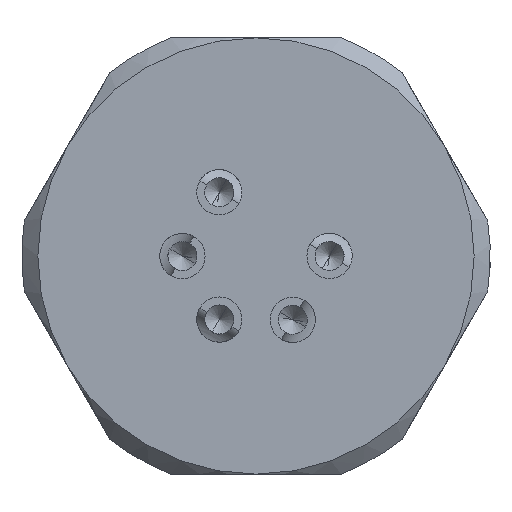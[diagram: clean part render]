
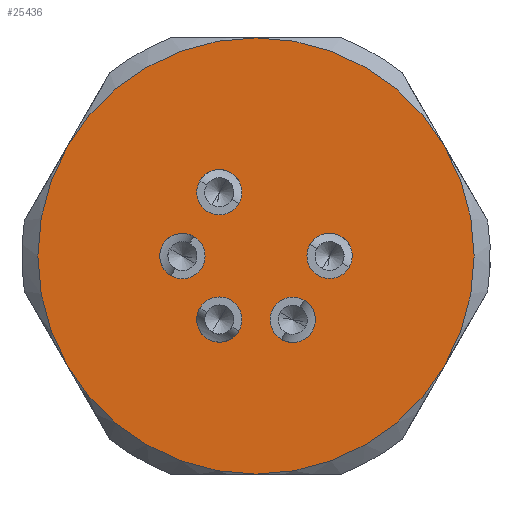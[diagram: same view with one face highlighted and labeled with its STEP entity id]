
A CAD part, left-side view. The second image highlights one B-rep face of the part: STEP entity #25436.
In plain terms, the highlighted planar face has unit normal (-1, 0, 0).
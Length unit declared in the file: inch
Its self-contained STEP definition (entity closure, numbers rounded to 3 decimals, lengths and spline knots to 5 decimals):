
#7373=CARTESIAN_POINT('',(0.,0.,0.));
#7374=DIRECTION('',(-1.,0.,0.));
#7375=DIRECTION('',(0.,0.866,0.5));
#7376=AXIS2_PLACEMENT_3D('',#7373,#7374,#7375);
#7401=CARTESIAN_POINT('',(0.,0.46029,0.26575));
#7403=CARTESIAN_POINT('',(0.,0.08937,
-0.15479));
#7404=DIRECTION('',(-1.,0.,0.));
#7405=DIRECTION('',(0.,-0.5,0.866));
#7406=AXIS2_PLACEMENT_3D('',#7403,#7404,#7405);
#7408=CARTESIAN_POINT('',(0.,0.08937,
-0.15479));
#7409=DIRECTION('',(-1.,0.,0.));
#7410=DIRECTION('',(0.,0.5,-0.866));
#7411=AXIS2_PLACEMENT_3D('',#7408,#7409,#7410);
#7413=CARTESIAN_POINT('',(0.,-0.17922,
0.00018));
#7414=DIRECTION('',(-1.,0.,0.));
#7415=DIRECTION('',(0.,0.5,-0.866));
#7416=AXIS2_PLACEMENT_3D('',#7413,#7414,#7415);
#7418=CARTESIAN_POINT('',(0.,-0.17922,
0.00018));
#7419=DIRECTION('',(-1.,0.,0.));
#7420=DIRECTION('',(0.,-0.5,0.866));
#7421=AXIS2_PLACEMENT_3D('',#7418,#7419,#7420);
#7423=CARTESIAN_POINT('',(0.,0.08945,
0.1553));
#7424=DIRECTION('',(-1.,0.,0.));
#7425=DIRECTION('',(0.,0.5,-0.866));
#7426=AXIS2_PLACEMENT_3D('',#7423,#7424,#7425);
#7428=CARTESIAN_POINT('',(0.,0.08945,
0.1553));
#7429=DIRECTION('',(-1.,0.,0.));
#7430=DIRECTION('',(0.,-0.5,0.866));
#7431=AXIS2_PLACEMENT_3D('',#7428,#7429,#7430);
#7433=CARTESIAN_POINT('',(0.,-0.08945,
-0.1553));
#7434=DIRECTION('',(-1.,0.,0.));
#7435=DIRECTION('',(0.,0.866,0.5));
#7436=AXIS2_PLACEMENT_3D('',#7433,#7434,#7435);
#7438=CARTESIAN_POINT('',(0.,-0.08945,
-0.1553));
#7439=DIRECTION('',(-1.,0.,0.));
#7440=DIRECTION('',(0.,-0.866,-0.5));
#7441=AXIS2_PLACEMENT_3D('',#7438,#7439,#7440);
#7443=CARTESIAN_POINT('',(0.,0.17922,
-0.00018));
#7444=DIRECTION('',(-1.,0.,0.));
#7445=DIRECTION('',(0.,-0.866,-0.5));
#7446=AXIS2_PLACEMENT_3D('',#7443,#7444,#7445);
#7448=CARTESIAN_POINT('',(0.,0.17922,
-0.00018));
#7449=DIRECTION('',(-1.,0.,0.));
#7450=DIRECTION('',(0.,0.866,0.5));
#7451=AXIS2_PLACEMENT_3D('',#7448,#7449,#7450);
#7453=CARTESIAN_POINT('',(0.,0.,0.));
#7454=DIRECTION('',(-1.,0.,0.));
#7455=DIRECTION('',(0.,0.,1.));
#7456=AXIS2_PLACEMENT_3D('',#7453,#7454,#7455);
#7458=CARTESIAN_POINT('',(0.,0.,0.));
#7459=DIRECTION('',(-1.,0.,0.));
#7460=DIRECTION('',(0.,-0.866,0.5));
#7461=AXIS2_PLACEMENT_3D('',#7458,#7459,#7460);
#7463=CARTESIAN_POINT('',(0.,0.,0.));
#7464=DIRECTION('',(-1.,0.,0.));
#7465=DIRECTION('',(0.,0.,-1.));
#7466=AXIS2_PLACEMENT_3D('',#7463,#7464,#7465);
#7468=CARTESIAN_POINT('',(0.,0.,0.));
#7469=DIRECTION('',(-1.,0.,0.));
#7470=DIRECTION('',(0.,0.866,-0.5));
#7471=AXIS2_PLACEMENT_3D('',#7468,#7469,#7470);
#8261=CARTESIAN_POINT('',(0.,0.,0.5315));
#8790=CARTESIAN_POINT('',(0.,0.46029,-0.26575));
#8820=CARTESIAN_POINT('',(0.,0.,-0.5315));
#9842=CARTESIAN_POINT('',(0.,-0.46029,-0.26575));
#9844=CARTESIAN_POINT('',(0.,0.,0.));
#9845=DIRECTION('',(-1.,0.,0.));
#9846=DIRECTION('',(0.,-0.866,-0.5));
#9847=AXIS2_PLACEMENT_3D('',#9844,#9845,#9846);
#9877=CARTESIAN_POINT('',(0.,-0.46029,0.26575));
#14519=VERTEX_POINT('',#7401);
#14520=VERTEX_POINT('',#8261);
#14521=VERTEX_POINT('',#9877);
#14522=VERTEX_POINT('',#8790);
#14523=VERTEX_POINT('',#9842);
#14524=VERTEX_POINT('',#8820);
#15600=CARTESIAN_POINT('',(0.,-0.20678,
0.04791));
#15601=CARTESIAN_POINT('',(0.,-0.15166,
-0.04756));
#15602=VERTEX_POINT('',#15600);
#15603=VERTEX_POINT('',#15601);
#15607=CARTESIAN_POINT('',(0.,0.13148,
-0.02774));
#15608=CARTESIAN_POINT('',(0.,0.22695,
0.02738));
#15609=VERTEX_POINT('',#15607);
#15610=VERTEX_POINT('',#15608);
#15611=CARTESIAN_POINT('',(0.,-0.04172,
-0.12774));
#15612=CARTESIAN_POINT('',(0.,-0.13719,
-0.18286));
#15613=VERTEX_POINT('',#15611);
#15614=VERTEX_POINT('',#15612);
#15615=CARTESIAN_POINT('',(0.,0.11701,
0.10756));
#15616=CARTESIAN_POINT('',(0.,0.0619,
0.20303));
#15617=VERTEX_POINT('',#15615);
#15618=VERTEX_POINT('',#15616);
#15619=CARTESIAN_POINT('',(0.,0.06181,
-0.10706));
#15620=CARTESIAN_POINT('',(0.,0.11693,
-0.20253));
#15621=VERTEX_POINT('',#15619);
#15622=VERTEX_POINT('',#15620);
#25388=CARTESIAN_POINT('',(0.,0.,0.));
#25389=DIRECTION('',(1.,0.,0.));
#25390=DIRECTION('',(0.,-1.,0.));
#25391=AXIS2_PLACEMENT_3D('',#25388,#25389,#25390);
#25392=PLANE('',#25391);
#25393=ORIENTED_EDGE('',*,*,#25379,.F.);
#25395=ORIENTED_EDGE('',*,*,#25394,.F.);
#25397=ORIENTED_EDGE('',*,*,#25396,.F.);
#25399=ORIENTED_EDGE('',*,*,#25398,.F.);
#25401=ORIENTED_EDGE('',*,*,#25400,.F.);
#25403=ORIENTED_EDGE('',*,*,#25402,.F.);
#25404=EDGE_LOOP('',(#25393,#25395,#25397,#25399,#25401,#25403));
#25405=FACE_OUTER_BOUND('',#25404,.F.);
#25407=ORIENTED_EDGE('',*,*,#25406,.T.);
#25409=ORIENTED_EDGE('',*,*,#25408,.T.);
#25410=EDGE_LOOP('',(#25407,#25409));
#25411=FACE_BOUND('',#25410,.F.);
#25413=ORIENTED_EDGE('',*,*,#25412,.T.);
#25415=ORIENTED_EDGE('',*,*,#25414,.T.);
#25416=EDGE_LOOP('',(#25413,#25415));
#25417=FACE_BOUND('',#25416,.F.);
#25419=ORIENTED_EDGE('',*,*,#25418,.T.);
#25421=ORIENTED_EDGE('',*,*,#25420,.T.);
#25422=EDGE_LOOP('',(#25419,#25421));
#25423=FACE_BOUND('',#25422,.F.);
#25425=ORIENTED_EDGE('',*,*,#25424,.T.);
#25427=ORIENTED_EDGE('',*,*,#25426,.T.);
#25428=EDGE_LOOP('',(#25425,#25427));
#25429=FACE_BOUND('',#25428,.F.);
#25431=ORIENTED_EDGE('',*,*,#25430,.T.);
#25433=ORIENTED_EDGE('',*,*,#25432,.T.);
#25434=EDGE_LOOP('',(#25431,#25433));
#25435=FACE_BOUND('',#25434,.F.);
#25436=ADVANCED_FACE('',(#25405,#25411,#25417,#25423,#25429,#25435),#25392,.F.);
#7377=CIRCLE('',#7376,0.5315);
#7407=CIRCLE('',#7406,0.05512);
#7412=CIRCLE('',#7411,0.05512);
#7417=CIRCLE('',#7416,0.05512);
#7422=CIRCLE('',#7421,0.05512);
#7427=CIRCLE('',#7426,0.05512);
#7432=CIRCLE('',#7431,0.05512);
#7437=CIRCLE('',#7436,0.05512);
#7442=CIRCLE('',#7441,0.05512);
#7447=CIRCLE('',#7446,0.05512);
#7452=CIRCLE('',#7451,0.05512);
#7457=CIRCLE('',#7456,0.5315);
#7462=CIRCLE('',#7461,0.5315);
#7467=CIRCLE('',#7466,0.5315);
#7472=CIRCLE('',#7471,0.5315);
#9848=CIRCLE('',#9847,0.5315);
#25379=EDGE_CURVE('',#14519,#14522,#7377,.T.);
#25394=EDGE_CURVE('',#14520,#14519,#7457,.T.);
#25396=EDGE_CURVE('',#14521,#14520,#7462,.T.);
#25398=EDGE_CURVE('',#14523,#14521,#9848,.T.);
#25400=EDGE_CURVE('',#14524,#14523,#7467,.T.);
#25402=EDGE_CURVE('',#14522,#14524,#7472,.T.);
#25406=EDGE_CURVE('',#15603,#15602,#7417,.T.);
#25408=EDGE_CURVE('',#15602,#15603,#7422,.T.);
#25412=EDGE_CURVE('',#15617,#15618,#7427,.T.);
#25414=EDGE_CURVE('',#15618,#15617,#7432,.T.);
#25418=EDGE_CURVE('',#15613,#15614,#7437,.T.);
#25420=EDGE_CURVE('',#15614,#15613,#7442,.T.);
#25424=EDGE_CURVE('',#15609,#15610,#7447,.T.);
#25426=EDGE_CURVE('',#15610,#15609,#7452,.T.);
#25430=EDGE_CURVE('',#15621,#15622,#7407,.T.);
#25432=EDGE_CURVE('',#15622,#15621,#7412,.T.);
